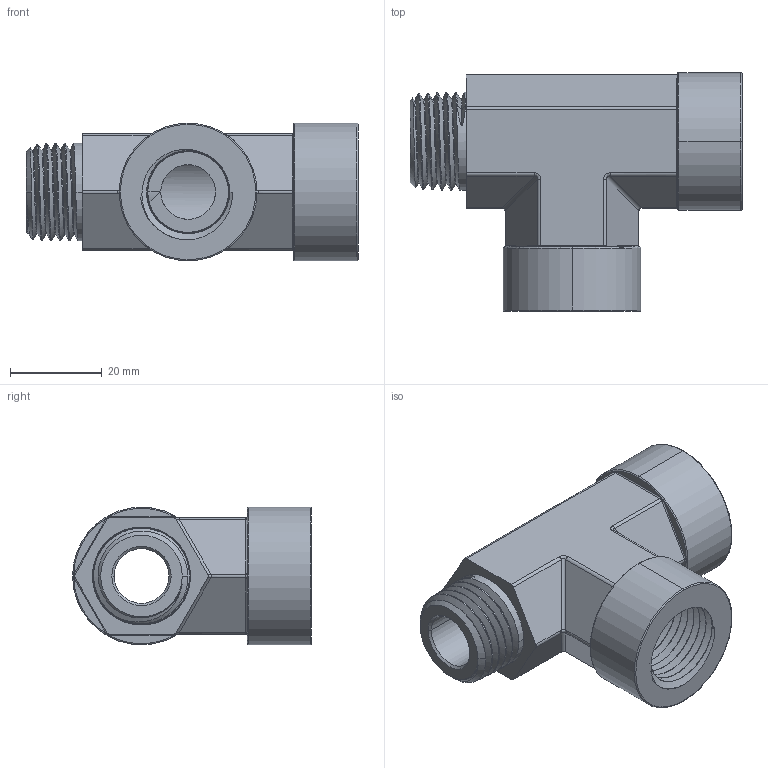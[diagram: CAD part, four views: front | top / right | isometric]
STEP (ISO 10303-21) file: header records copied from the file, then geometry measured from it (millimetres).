
FILE_DESCRIPTION((''),'2;1');
FILE_NAME('001_H-SRT_MASTER','2025-07-07T15:56:25',('Administrator'),(''),'CREO PARAMETRIC BY PTC INC, 2020184','CREO PARAMETRIC BY PTC INC, 2020184','');
FILE_SCHEMA(('AUTOMOTIVE_DESIGN { 1 0 10303 214 1 1 1 1 }'));
Length unit declared in the file: millimetre
Products named in the file (1): 001_H-SRT_MASTER
Bounding box: 72.3 x 52 x 30 mm (x, y, z)
Volume: 34183.6 mm3; surface area: 16476.9 mm2
Topology: 1 solids, 1 shells, 190 faces, 492 edges, 318 vertices
Faces by surface type: cylinder 44, cone 41, bspline 37, plane 36, torus 32
Entity records: 23489 total; most frequent: CARTESIAN_POINT 17496, ORIENTED_EDGE 964, DIRECTION 831, PRESENTATION_STYLE_ASSIGNMENT 494, STYLED_ITEM 494, CURVE_STYLE 493, EDGE_CURVE 482, AXIS2_PLACEMENT_3D 334
